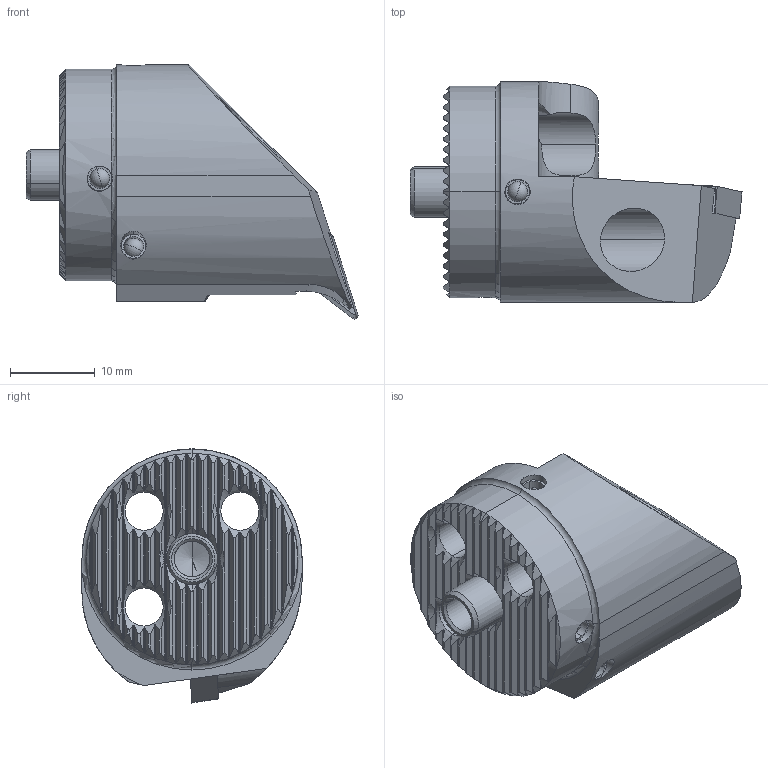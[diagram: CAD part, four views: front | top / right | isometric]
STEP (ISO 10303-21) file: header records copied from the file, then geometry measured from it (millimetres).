
FILE_DESCRIPTION (( 'STEP AP214' ), '1' );
FILE_NAME ('WK3.BVE.RQA.035.STEP', '2020-09-16T11:29:18', ( '' ), ( '' ), 'SwSTEP 2.0', 'SolidWorks 2017', '' );
FILE_SCHEMA (( 'AUTOMOTIVE_DESIGN' ));
Length unit declared in the file: millimetre
Products named in the file (7): WK3-ER1.001.006_A_Fertigbearbeitung; WCA-ER2.001.006_A; WKX-ER1.004.005_A_PreviewCfg; WK3.BVE.RQA.035; WK3-BVE.RQA.035_A_Fertigbearbeitung; KVT_MB_600_030; VBMT110304
Assembly tree (9 placements, depth 2):
  WK3.BVE.RQA.035
    WK3-BVE.RQA.035_A_Fertigbearbeitung
    KVT_MB_600_030  x3
    VBMT110304
    WCA-ER2.001.006_A
    WKX-ER1.004.005_A_PreviewCfg  x2
    WK3-ER1.001.006_A_Fertigbearbeitung
Bounding box: 39.2 x 26 x 30 mm (x, y, z)
Volume: 9356.6 mm3; surface area: 6218.9 mm2
Topology: 12 solids, 12 shells, 523 faces, 1383 edges, 864 vertices
Faces by surface type: plane 180, cylinder 174, cone 137, bspline 13, torus 11, sphere 8
Entity records: 15932 total; most frequent: CARTESIAN_POINT 5076, ORIENTED_EDGE 2384, DIRECTION 1936, EDGE_CURVE 1192, VERTEX_POINT 765, AXIS2_PLACEMENT_3D 739, EDGE_LOOP 465, LINE 458
